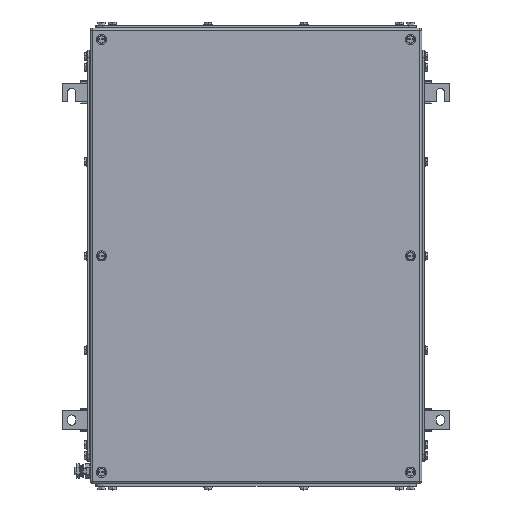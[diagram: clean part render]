
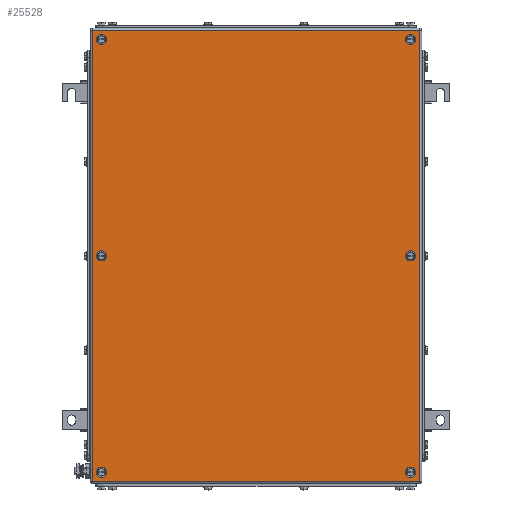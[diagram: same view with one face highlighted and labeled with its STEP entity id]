
A CAD part, top view. The second image highlights one B-rep face of the part: STEP entity #25528.
In plain terms, the highlighted planar face has unit normal (0, 0, 1).
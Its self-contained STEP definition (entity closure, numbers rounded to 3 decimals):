
#25366=AXIS2_PLACEMENT_3D('Circle Axis2P3D',#25364,#25365,$) ;
#25393=AXIS2_PLACEMENT_3D('Plane Axis2P3D',#25390,#25391,#25392) ;
#25431=AXIS2_PLACEMENT_3D('Circle Axis2P3D',#25429,#25430,$) ;
#25440=AXIS2_PLACEMENT_3D('Circle Axis2P3D',#25438,#25439,$) ;
#25449=AXIS2_PLACEMENT_3D('Circle Axis2P3D',#25447,#25448,$) ;
#25458=AXIS2_PLACEMENT_3D('Circle Axis2P3D',#25456,#25457,$) ;
#25467=AXIS2_PLACEMENT_3D('Circle Axis2P3D',#25465,#25466,$) ;
#25476=AXIS2_PLACEMENT_3D('Circle Axis2P3D',#25474,#25475,$) ;
#25485=AXIS2_PLACEMENT_3D('Circle Axis2P3D',#25483,#25484,$) ;
#25494=AXIS2_PLACEMENT_3D('Circle Axis2P3D',#25492,#25493,$) ;
#25503=AXIS2_PLACEMENT_3D('Circle Axis2P3D',#25501,#25502,$) ;
#25512=AXIS2_PLACEMENT_3D('Circle Axis2P3D',#25510,#25511,$) ;
#25521=AXIS2_PLACEMENT_3D('Circle Axis2P3D',#25519,#25520,$) ;
#25361=CARTESIAN_POINT('Vertex',(56.5,321.,203.5)) ;
#25364=CARTESIAN_POINT('Axis2P3D Location',(53.,321.,203.5)) ;
#25368=CARTESIAN_POINT('Vertex',(49.5,321.,203.5)) ;
#25390=CARTESIAN_POINT('Axis2P3D Location',(265.5,321.,203.5)) ;
#25395=CARTESIAN_POINT('Line Origine',(265.5,630.5,203.5)) ;
#25399=CARTESIAN_POINT('Vertex',(490.,630.5,203.5)) ;
#25401=CARTESIAN_POINT('Vertex',(41.,630.5,203.5)) ;
#25404=CARTESIAN_POINT('Line Origine',(41.,321.,203.5)) ;
#25408=CARTESIAN_POINT('Vertex',(41.,11.5,203.5)) ;
#25411=CARTESIAN_POINT('Line Origine',(265.5,11.5,203.5)) ;
#25415=CARTESIAN_POINT('Vertex',(490.,11.5,203.5)) ;
#25418=CARTESIAN_POINT('Line Origine',(490.,321.,203.5)) ;
#25429=CARTESIAN_POINT('Axis2P3D Location',(53.,321.,203.5)) ;
#25438=CARTESIAN_POINT('Axis2P3D Location',(478.,321.,203.5)) ;
#25442=CARTESIAN_POINT('Vertex',(481.5,321.,203.5)) ;
#25444=CARTESIAN_POINT('Vertex',(474.5,321.,203.5)) ;
#25447=CARTESIAN_POINT('Axis2P3D Location',(478.,321.,203.5)) ;
#25456=CARTESIAN_POINT('Axis2P3D Location',(53.,618.5,203.5)) ;
#25460=CARTESIAN_POINT('Vertex',(49.5,618.5,203.5)) ;
#25462=CARTESIAN_POINT('Vertex',(56.5,618.5,203.5)) ;
#25465=CARTESIAN_POINT('Axis2P3D Location',(53.,618.5,203.5)) ;
#25474=CARTESIAN_POINT('Axis2P3D Location',(53.,23.5,203.5)) ;
#25478=CARTESIAN_POINT('Vertex',(49.5,23.5,203.5)) ;
#25480=CARTESIAN_POINT('Vertex',(56.5,23.5,203.5)) ;
#25483=CARTESIAN_POINT('Axis2P3D Location',(53.,23.5,203.5)) ;
#25492=CARTESIAN_POINT('Axis2P3D Location',(478.,23.5,203.5)) ;
#25496=CARTESIAN_POINT('Vertex',(481.5,23.5,203.5)) ;
#25498=CARTESIAN_POINT('Vertex',(474.5,23.5,203.5)) ;
#25501=CARTESIAN_POINT('Axis2P3D Location',(478.,23.5,203.5)) ;
#25510=CARTESIAN_POINT('Axis2P3D Location',(478.,618.5,203.5)) ;
#25514=CARTESIAN_POINT('Vertex',(481.5,618.5,203.5)) ;
#25516=CARTESIAN_POINT('Vertex',(474.5,618.5,203.5)) ;
#25519=CARTESIAN_POINT('Axis2P3D Location',(478.,618.5,203.5)) ;
#25365=DIRECTION('Axis2P3D Direction',(0.,0.,1.)) ;
#25391=DIRECTION('Axis2P3D Direction',(0.,0.,1.)) ;
#25392=DIRECTION('Axis2P3D XDirection',(1.,0.,0.)) ;
#25396=DIRECTION('Vector Direction',(1.,0.,0.)) ;
#25405=DIRECTION('Vector Direction',(0.,-1.,0.)) ;
#25412=DIRECTION('Vector Direction',(1.,0.,0.)) ;
#25419=DIRECTION('Vector Direction',(0.,1.,0.)) ;
#25430=DIRECTION('Axis2P3D Direction',(0.,0.,1.)) ;
#25439=DIRECTION('Axis2P3D Direction',(0.,0.,1.)) ;
#25448=DIRECTION('Axis2P3D Direction',(0.,0.,1.)) ;
#25457=DIRECTION('Axis2P3D Direction',(0.,0.,1.)) ;
#25466=DIRECTION('Axis2P3D Direction',(0.,0.,1.)) ;
#25475=DIRECTION('Axis2P3D Direction',(0.,0.,1.)) ;
#25484=DIRECTION('Axis2P3D Direction',(0.,0.,1.)) ;
#25493=DIRECTION('Axis2P3D Direction',(0.,0.,1.)) ;
#25502=DIRECTION('Axis2P3D Direction',(0.,0.,1.)) ;
#25511=DIRECTION('Axis2P3D Direction',(0.,0.,1.)) ;
#25520=DIRECTION('Axis2P3D Direction',(0.,0.,1.)) ;
#25397=VECTOR('Line Direction',#25396,1.) ;
#25406=VECTOR('Line Direction',#25405,1.) ;
#25413=VECTOR('Line Direction',#25412,1.) ;
#25420=VECTOR('Line Direction',#25419,1.) ;
#25424=ORIENTED_EDGE('',*,*,#25403,.T.) ;
#25425=ORIENTED_EDGE('',*,*,#25410,.T.) ;
#25426=ORIENTED_EDGE('',*,*,#25417,.T.) ;
#25427=ORIENTED_EDGE('',*,*,#25422,.T.) ;
#25435=ORIENTED_EDGE('',*,*,#25433,.F.) ;
#25436=ORIENTED_EDGE('',*,*,#25370,.F.) ;
#25453=ORIENTED_EDGE('',*,*,#25446,.F.) ;
#25454=ORIENTED_EDGE('',*,*,#25451,.F.) ;
#25471=ORIENTED_EDGE('',*,*,#25464,.F.) ;
#25472=ORIENTED_EDGE('',*,*,#25469,.F.) ;
#25489=ORIENTED_EDGE('',*,*,#25482,.F.) ;
#25490=ORIENTED_EDGE('',*,*,#25487,.F.) ;
#25507=ORIENTED_EDGE('',*,*,#25500,.F.) ;
#25508=ORIENTED_EDGE('',*,*,#25505,.F.) ;
#25525=ORIENTED_EDGE('',*,*,#25518,.F.) ;
#25526=ORIENTED_EDGE('',*,*,#25523,.F.) ;
#25437=FACE_BOUND('',#25434,.T.) ;
#25455=FACE_BOUND('',#25452,.T.) ;
#25473=FACE_BOUND('',#25470,.T.) ;
#25491=FACE_BOUND('',#25488,.T.) ;
#25509=FACE_BOUND('',#25506,.T.) ;
#25527=FACE_BOUND('',#25524,.T.) ;
#25528=ADVANCED_FACE('ZUB_KTB_FS_624520_4GP_AllCATPart.2\\ZUB_DE_KTB_FS.1\\DE_KTB_MH_PART_MASTER.1\\Koerper.2',(#25428,#25437,#25455,#25473,#25491,#25509,#25527),#25394,.T.) ;
#25367=CIRCLE('generated circle',#25366,3.5) ;
#25432=CIRCLE('generated circle',#25431,3.5) ;
#25441=CIRCLE('generated circle',#25440,3.5) ;
#25450=CIRCLE('generated circle',#25449,3.5) ;
#25459=CIRCLE('generated circle',#25458,3.5) ;
#25468=CIRCLE('generated circle',#25467,3.5) ;
#25477=CIRCLE('generated circle',#25476,3.5) ;
#25486=CIRCLE('generated circle',#25485,3.5) ;
#25495=CIRCLE('generated circle',#25494,3.5) ;
#25504=CIRCLE('generated circle',#25503,3.5) ;
#25513=CIRCLE('generated circle',#25512,3.5) ;
#25522=CIRCLE('generated circle',#25521,3.5) ;
#25370=EDGE_CURVE('',#25362,#25369,#25367,.T.) ;
#25403=EDGE_CURVE('',#25400,#25402,#25398,.F.) ;
#25410=EDGE_CURVE('',#25402,#25409,#25407,.T.) ;
#25417=EDGE_CURVE('',#25409,#25416,#25414,.T.) ;
#25422=EDGE_CURVE('',#25416,#25400,#25421,.T.) ;
#25433=EDGE_CURVE('',#25369,#25362,#25432,.T.) ;
#25446=EDGE_CURVE('',#25443,#25445,#25441,.T.) ;
#25451=EDGE_CURVE('',#25445,#25443,#25450,.T.) ;
#25464=EDGE_CURVE('',#25461,#25463,#25459,.T.) ;
#25469=EDGE_CURVE('',#25463,#25461,#25468,.T.) ;
#25482=EDGE_CURVE('',#25479,#25481,#25477,.T.) ;
#25487=EDGE_CURVE('',#25481,#25479,#25486,.T.) ;
#25500=EDGE_CURVE('',#25497,#25499,#25495,.T.) ;
#25505=EDGE_CURVE('',#25499,#25497,#25504,.T.) ;
#25518=EDGE_CURVE('',#25515,#25517,#25513,.T.) ;
#25523=EDGE_CURVE('',#25517,#25515,#25522,.T.) ;
#25423=EDGE_LOOP('',(#25424,#25425,#25426,#25427)) ;
#25434=EDGE_LOOP('',(#25435,#25436)) ;
#25452=EDGE_LOOP('',(#25453,#25454)) ;
#25470=EDGE_LOOP('',(#25471,#25472)) ;
#25488=EDGE_LOOP('',(#25489,#25490)) ;
#25506=EDGE_LOOP('',(#25507,#25508)) ;
#25524=EDGE_LOOP('',(#25525,#25526)) ;
#25428=FACE_OUTER_BOUND('',#25423,.T.) ;
#25398=LINE('Line',#25395,#25397) ;
#25407=LINE('Line',#25404,#25406) ;
#25414=LINE('Line',#25411,#25413) ;
#25421=LINE('Line',#25418,#25420) ;
#25394=PLANE('',#25393) ;
#25362=VERTEX_POINT('',#25361) ;
#25369=VERTEX_POINT('',#25368) ;
#25400=VERTEX_POINT('',#25399) ;
#25402=VERTEX_POINT('',#25401) ;
#25409=VERTEX_POINT('',#25408) ;
#25416=VERTEX_POINT('',#25415) ;
#25443=VERTEX_POINT('',#25442) ;
#25445=VERTEX_POINT('',#25444) ;
#25461=VERTEX_POINT('',#25460) ;
#25463=VERTEX_POINT('',#25462) ;
#25479=VERTEX_POINT('',#25478) ;
#25481=VERTEX_POINT('',#25480) ;
#25497=VERTEX_POINT('',#25496) ;
#25499=VERTEX_POINT('',#25498) ;
#25515=VERTEX_POINT('',#25514) ;
#25517=VERTEX_POINT('',#25516) ;
